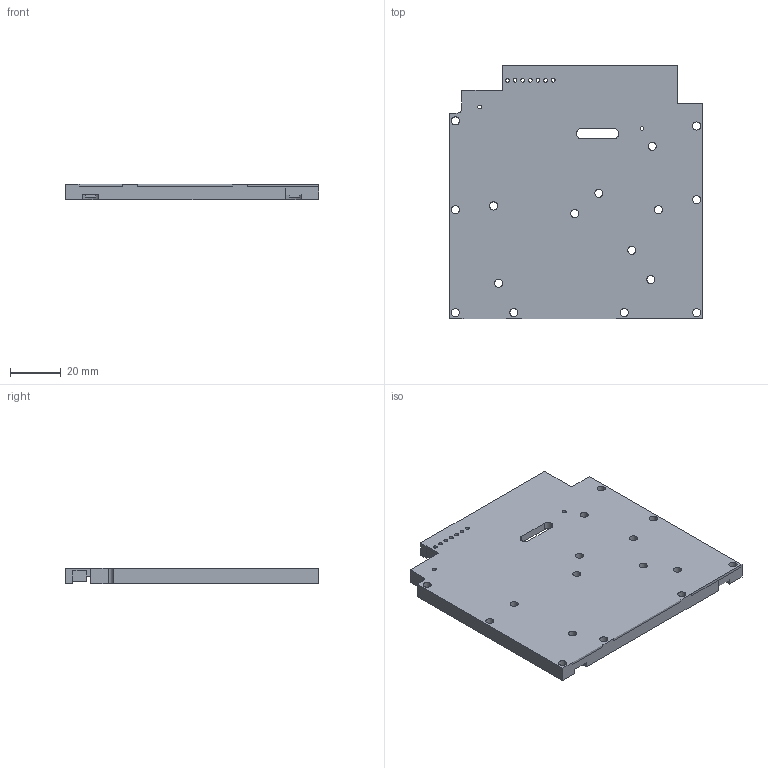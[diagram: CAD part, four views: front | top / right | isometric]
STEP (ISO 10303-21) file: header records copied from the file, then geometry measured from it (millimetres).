
FILE_DESCRIPTION(/* description */ (''),/* implementation_level */ '2;1');
FILE_NAME(/* name */ 'TopCover.step',/* time_stamp */ '2020-08-24T17:16:54+02:00',/* author */ (''),/* organization */ (''),/* preprocessor_version */ 'ST-DEVELOPER v18.1',/* originating_system */ 'Autodesk Translation Framework v9.3.0.1241',/* authorisation */ '');
FILE_SCHEMA (('AUTOMOTIVE_DESIGN { 1 0 10303 214 3 1 1 }'));
Length unit declared in the file: millimetre
Products named in the file (1): TopCover
Bounding box: 100 x 100 x 6 mm (x, y, z)
Volume: 40034.2 mm3; surface area: 25073.2 mm2
Topology: 1 solids, 1 shells, 299 faces, 853 edges, 567 vertices
Faces by surface type: plane 162, cylinder 137
Full cylindrical faces by diameter (mm): 1.5 x9, 3.2 x16, 5 x3, 8 x4
Entity records: 9941 total; most frequent: DIRECTION 1730, CARTESIAN_POINT 1720, ORIENTED_EDGE 1706, EDGE_CURVE 853, AXIS2_PLACEMENT_3D 577, LINE 576, VECTOR 576, VERTEX_POINT 567
